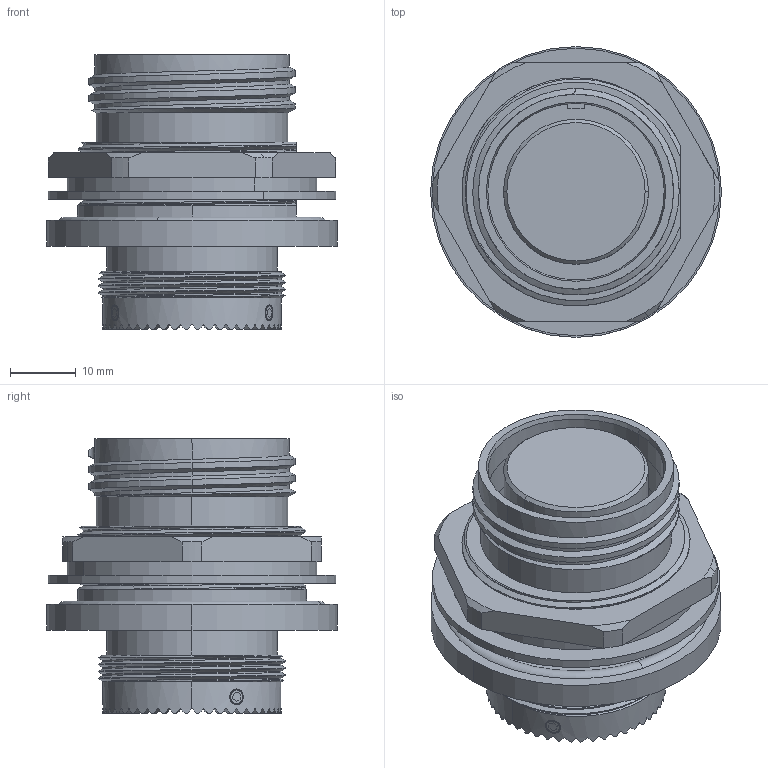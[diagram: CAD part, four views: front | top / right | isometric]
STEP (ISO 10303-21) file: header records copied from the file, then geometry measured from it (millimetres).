
FILE_DESCRIPTION (( 'STEP AP203' ), '1' );
FILE_NAME ('Size 19 Jam.STEP', '2019-03-29T18:03:24', ( '' ), ( '' ), 'SwSTEP 2.0', 'SolidWorks 2019', '' );
FILE_SCHEMA (( 'CONFIG_CONTROL_DESIGN' ));
Length unit declared in the file: inch
Products named in the file (1): Size 19 Jam
Bounding box: 44.32 x 44.32 x 41.91 mm (x, y, z)
Volume: 33519.5 mm3; surface area: 11906.9 mm2
Topology: 1 solids, 1 shells, 361 faces, 991 edges, 654 vertices
Faces by surface type: plane 238, cylinder 79, cone 28, bspline 14, torus 2
Entity records: 16565 total; most frequent: CARTESIAN_POINT 8044, ORIENTED_EDGE 1982, DIRECTION 1639, EDGE_CURVE 991, VERTEX_POINT 654, AXIS2_PLACEMENT_3D 650, EDGE_LOOP 383, ADVANCED_FACE 361
